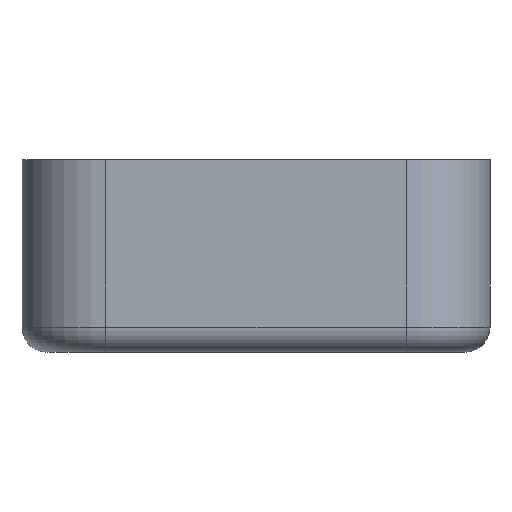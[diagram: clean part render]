
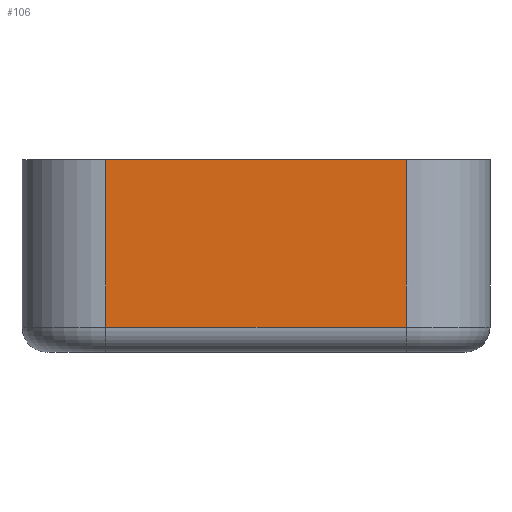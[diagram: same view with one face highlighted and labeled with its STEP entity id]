
A CAD part, left-side view. The second image highlights one B-rep face of the part: STEP entity #106.
In plain terms, the highlighted planar face has unit normal (-1, 0, 0).
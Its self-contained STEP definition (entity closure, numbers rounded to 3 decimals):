
#106 = ADVANCED_FACE( '', ( #210 ), #211, .T. );
#210 = FACE_OUTER_BOUND( '', #353, .T. );
#211 = PLANE( '', #354 );
#353 = EDGE_LOOP( '', ( #720, #721, #722, #723 ) );
#354 = AXIS2_PLACEMENT_3D( '', #724, #725, #726 );
#720 = ORIENTED_EDGE( '', *, *, #1134, .T. );
#721 = ORIENTED_EDGE( '', *, *, #1135, .T. );
#722 = ORIENTED_EDGE( '', *, *, #1136, .F. );
#723 = ORIENTED_EDGE( '', *, *, #1018, .T. );
#724 = CARTESIAN_POINT( '', ( -53., -18., 0. ) );
#725 = DIRECTION( '', ( -1., 0., 0. ) );
#726 = DIRECTION( '', ( 0., -1., 0. ) );
#1018 = EDGE_CURVE( '', #1215, #1213, #1216, .T. );
#1134 = EDGE_CURVE( '', #1213, #1414, #1416, .T. );
#1135 = EDGE_CURVE( '', #1414, #1417, #1418, .F. );
#1136 = EDGE_CURVE( '', #1215, #1417, #1419, .T. );
#1213 = VERTEX_POINT( '', #1507 );
#1215 = VERTEX_POINT( '', #1509 );
#1216 = LINE( '', #1510, #1511 );
#1414 = VERTEX_POINT( '', #1780 );
#1416 = LINE( '', #1782, #1783 );
#1417 = VERTEX_POINT( '', #1784 );
#1418 = LINE( '', #1785, #1786 );
#1419 = LINE( '', #1787, #1788 );
#1507 = CARTESIAN_POINT( '', ( -53., 18., 0. ) );
#1509 = CARTESIAN_POINT( '', ( -53., -18., 0. ) );
#1510 = CARTESIAN_POINT( '', ( -53., -18., 0. ) );
#1511 = VECTOR( '', #1886, 1000. );
#1780 = CARTESIAN_POINT( '', ( -53., 18., -20. ) );
#1782 = CARTESIAN_POINT( '', ( -53., 18., 0. ) );
#1783 = VECTOR( '', #2090, 1000. );
#1784 = CARTESIAN_POINT( '', ( -53., -18., -20. ) );
#1785 = CARTESIAN_POINT( '', ( -53., -18., -20. ) );
#1786 = VECTOR( '', #2091, 1000. );
#1787 = CARTESIAN_POINT( '', ( -53., -18., 0. ) );
#1788 = VECTOR( '', #2092, 1000. );
#1886 = DIRECTION( '', ( 0., 1., 0. ) );
#2090 = DIRECTION( '', ( 0., 0., -1. ) );
#2091 = DIRECTION( '', ( 0., 1., 0. ) );
#2092 = DIRECTION( '', ( 0., 0., -1. ) );
